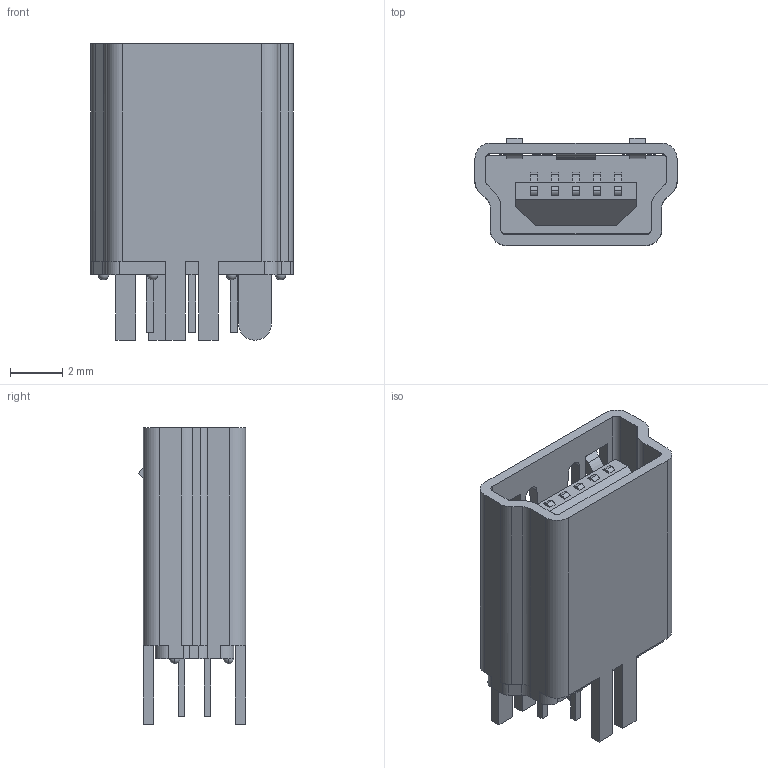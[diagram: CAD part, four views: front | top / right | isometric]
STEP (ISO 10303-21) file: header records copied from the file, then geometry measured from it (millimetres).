
FILE_DESCRIPTION(('STEP AP242'),'1');
FILE_NAME('1734753-1.stp','2022-08-04T09:24:15',('TraceParts'),('TraceParts S.A.'),'Spatial InterOp 3D',' ',' ');
FILE_SCHEMA(('AP242_MANAGED_MODEL_BASED_3D_ENGINEERING_MIM_LF {1 0 10303 442 1 1 4}'));
Length unit declared in the file: millimetre
Products named in the file (1): 1734753-1
Bounding box: 7.7 x 4.09 x 11.3 mm (x, y, z)
Volume: 158.7 mm3; surface area: 529.2 mm2
Topology: 1 solids, 1 shells, 222 faces, 614 edges, 402 vertices
Faces by surface type: plane 151, cylinder 63, sphere 8
Entity records: 7087 total; most frequent: CARTESIAN_POINT 1303, ORIENTED_EDGE 1212, DIRECTION 1180, EDGE_CURVE 606, LINE 450, VECTOR 450, VERTEX_POINT 402, AXIS2_PLACEMENT_3D 365
